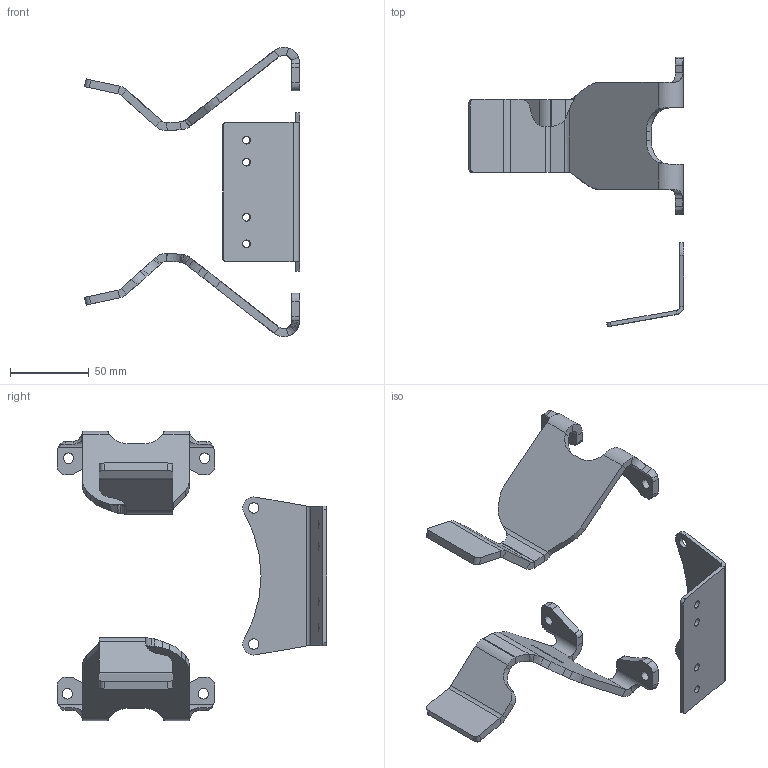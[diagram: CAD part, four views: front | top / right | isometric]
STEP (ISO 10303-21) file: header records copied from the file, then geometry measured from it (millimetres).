
FILE_DESCRIPTION (( 'STEP AP203' ), '1' );
FILE_NAME ('P4114.STEP', '2021-02-15T11:52:27', ( '' ), ( '' ), 'SwSTEP 2.0', 'SolidWorks 2019', '' );
FILE_SCHEMA (( 'CONFIG_CONTROL_DESIGN' ));
Length unit declared in the file: millimetre
Products named in the file (1): P4114
Bounding box: 136.75 x 171.24 x 183.93 mm (x, y, z)
Volume: 106773.7 mm3; surface area: 57904.8 mm2
Topology: 3 solids, 3 shells, 454 faces, 1172 edges, 752 vertices
Faces by surface type: bspline 184, plane 179, cylinder 91
Entity records: 24119 total; most frequent: CARTESIAN_POINT 14159, ORIENTED_EDGE 2344, DIRECTION 1486, EDGE_CURVE 1172, VERTEX_POINT 752, LINE 588, VECTOR 588, EDGE_LOOP 502
